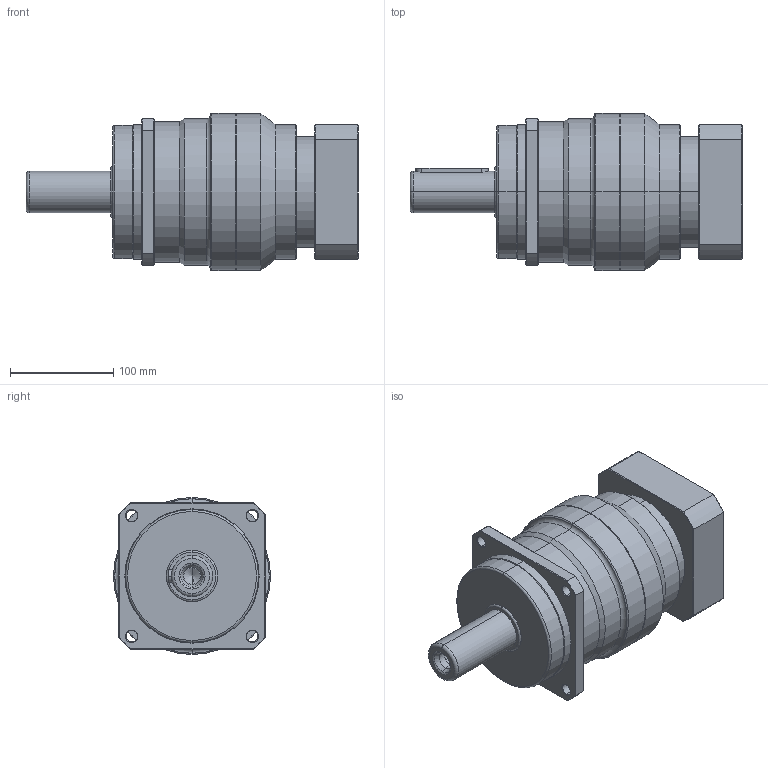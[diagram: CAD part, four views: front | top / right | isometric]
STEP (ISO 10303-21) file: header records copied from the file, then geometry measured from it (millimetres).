
FILE_DESCRIPTION (( 'STEP AP203' ), '1' );
FILE_NAME ('×°ÅäÌå2.STEP', '2021-01-18T02:39:18', ( '' ), ( '' ), 'SwSTEP 2.0', 'SolidWorks 2017', '' );
FILE_SCHEMA (( 'CONFIG_CONTROL_DESIGN' ));
Length unit declared in the file: millimetre
Products named in the file (1): 蚾饜极2
Bounding box: 321.3 x 152 x 152 mm (x, y, z)
Volume: 3559654 mm3; surface area: 217906.4 mm2
Topology: 4 solids, 4 shells, 229 faces, 501 edges, 291 vertices
Faces by surface type: cylinder 81, cone 74, plane 58, torus 16
Entity records: 6539 total; most frequent: CARTESIAN_POINT 1375, DIRECTION 1157, ORIENTED_EDGE 982, EDGE_CURVE 491, AXIS2_PLACEMENT_3D 474, VERTEX_POINT 291, EDGE_LOOP 262, CIRCLE 244
